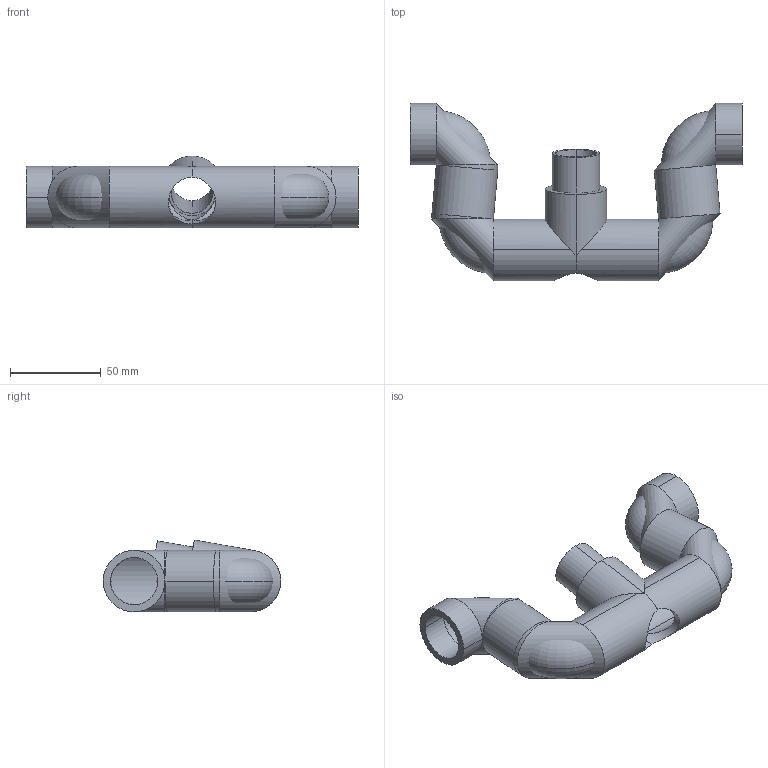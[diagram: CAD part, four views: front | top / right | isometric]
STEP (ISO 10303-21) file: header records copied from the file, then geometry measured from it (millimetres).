
FILE_DESCRIPTION (( 'STEP AP214' ), '1' );
FILE_NAME ('Shoulder.STEP', '2025-09-25T17:04:58', ( 'Windows User' ), ( '' ), 'SwSTEP 2.0', 'SolidWorks 2023', '' );
FILE_SCHEMA (( 'AUTOMOTIVE_DESIGN' ));
Length unit declared in the file: millimetre
Products named in the file (1): Shoulder
Bounding box: 182.84 x 97.76 x 39.65 mm (x, y, z)
Volume: 78293.6 mm3; surface area: 76979.4 mm2
Topology: 1 solids, 1 shells, 59 faces, 156 edges, 86 vertices
Faces by surface type: cylinder 34, torus 18, plane 7
Entity records: 2698 total; most frequent: CARTESIAN_POINT 588, DIRECTION 342, ORIENTED_EDGE 288, AXIS2_PLACEMENT_3D 152, EDGE_CURVE 144, CIRCLE 92, VERTEX_POINT 86, EDGE_LOOP 64
